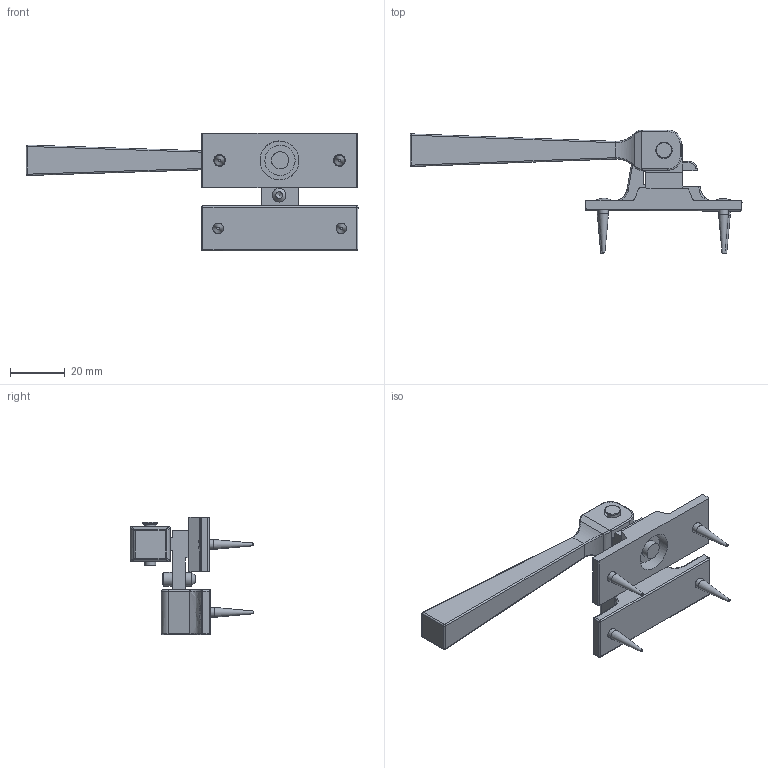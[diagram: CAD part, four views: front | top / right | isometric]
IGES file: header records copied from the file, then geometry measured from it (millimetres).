
Global section: file name: P4527L-HP; native system: Autodesk Inventor 2018; preprocessor: unknown; author: ashami; date: 20180716.103919; units: millimetre
Bounding box: 121.85 x 45.44 x 43.2 mm (x, y, z)
Volume: 24931.6 mm3; surface area: 15361.5 mm2
Topology: 12 solids, 12 shells, 248 faces, 594 edges, 358 vertices
Faces by surface type: bspline 248
